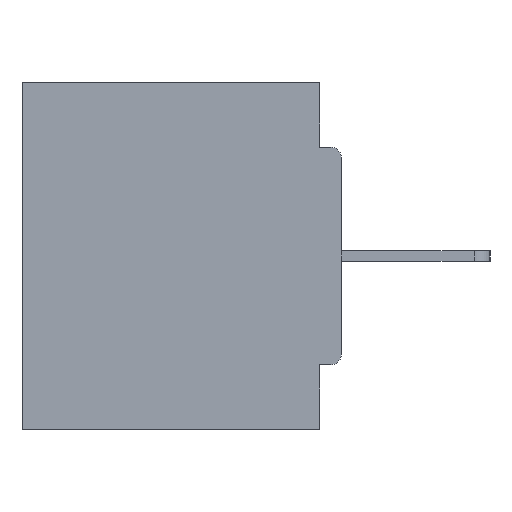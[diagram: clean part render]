
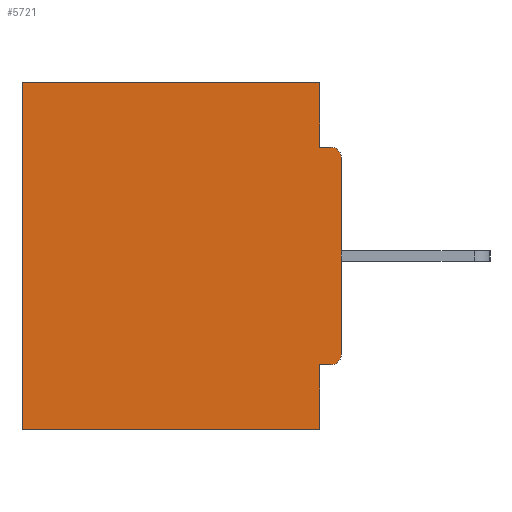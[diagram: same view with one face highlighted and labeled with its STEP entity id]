
A CAD part, left-side view. The second image highlights one B-rep face of the part: STEP entity #5721.
In plain terms, the highlighted planar face has unit normal (-1, 0, 0).
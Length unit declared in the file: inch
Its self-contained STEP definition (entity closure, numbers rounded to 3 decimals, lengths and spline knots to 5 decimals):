
#106 = CARTESIAN_POINT ( 'NONE',  ( 0.298, 0., -0.0935 ) ) ;
#111 = EDGE_CURVE ( 'NONE', #1399, #13561, #11007, .T. ) ;
#285 = VECTOR ( 'NONE', #7596, 39.37008 ) ;
#357 = VERTEX_POINT ( 'NONE', #5098 ) ;
#419 = CARTESIAN_POINT ( 'NONE',  ( 0.298, 0.031, -0.4065 ) ) ;
#1399 = VERTEX_POINT ( 'NONE', #11500 ) ;
#2249 = LINE ( 'NONE', #106, #23077 ) ;
#2348 = EDGE_CURVE ( 'NONE', #26617, #29918, #5065, .T. ) ;
#2470 = LINE ( 'NONE', #11712, #16904 ) ;
#2864 = VECTOR ( 'NONE', #19149, 39.37008 ) ;
#3367 = DIRECTION ( 'NONE',  ( 1., 0., 0. ) ) ;
#3530 = LINE ( 'NONE', #12757, #10550 ) ;
#4308 = AXIS2_PLACEMENT_3D ( 'NONE', #7200, #4643, #25698 ) ;
#4643 = DIRECTION ( 'NONE',  ( -1., 0., 0. ) ) ;
#5065 = LINE ( 'NONE', #14304, #2864 ) ;
#5098 = CARTESIAN_POINT ( 'NONE',  ( 0.298, 0.031, 0. ) ) ;
#5207 = EDGE_CURVE ( 'NONE', #29918, #1399, #12037, .T. ) ;
#5339 = DIRECTION ( 'NONE',  ( 0., 0., -1. ) ) ;
#5721 = ADVANCED_FACE ( 'NONE', ( #9858 ), #10151, .F. ) ;
#5895 = ORIENTED_EDGE ( 'NONE', *, *, #5207, .F. ) ;
#5928 = VECTOR ( 'NONE', #14497, 39.37008 ) ;
#6676 = EDGE_CURVE ( 'NONE', #357, #22598, #9785, .T. ) ;
#6717 = CARTESIAN_POINT ( 'NONE',  ( 0.298, 0.46, -0.5 ) ) ;
#6954 = VERTEX_POINT ( 'NONE', #23111 ) ;
#7007 = CARTESIAN_POINT ( 'NONE',  ( 0.298, 0., 0. ) ) ;
#7200 = CARTESIAN_POINT ( 'NONE',  ( 0.298, 0.015, -0.3915 ) ) ;
#7596 = DIRECTION ( 'NONE',  ( 0., 0., -1. ) ) ;
#8602 = ORIENTED_EDGE ( 'NONE', *, *, #19986, .F. ) ;
#8634 = CIRCLE ( 'NONE', #4308, 0.015 ) ;
#8707 = DIRECTION ( 'NONE',  ( 0., 0., -1. ) ) ;
#9121 = CARTESIAN_POINT ( 'NONE',  ( 0.298, 0., -0.3915 ) ) ;
#9785 = LINE ( 'NONE', #16630, #5928 ) ;
#9858 = FACE_OUTER_BOUND ( 'NONE', #27458, .T. ) ;
#10151 = PLANE ( 'NONE',  #22082 ) ;
#10550 = VECTOR ( 'NONE', #5339, 39.37008 ) ;
#10708 = CARTESIAN_POINT ( 'NONE',  ( 0.298, 0., -0.5 ) ) ;
#11007 = LINE ( 'NONE', #10708, #22647 ) ;
#11500 = CARTESIAN_POINT ( 'NONE',  ( 0.298, 0.031, -0.5 ) ) ;
#11712 = CARTESIAN_POINT ( 'NONE',  ( 0.298, 0.031, -0.5 ) ) ;
#12037 = LINE ( 'NONE', #14166, #19213 ) ;
#12757 = CARTESIAN_POINT ( 'NONE',  ( 0.298, 0.46, 0. ) ) ;
#13561 = VERTEX_POINT ( 'NONE', #6717 ) ;
#14008 = DIRECTION ( 'NONE',  ( 0., 0., -1. ) ) ;
#14166 = CARTESIAN_POINT ( 'NONE',  ( 0.298, 0.031, -0.5 ) ) ;
#14304 = CARTESIAN_POINT ( 'NONE',  ( 0.298, 0., -0.4065 ) ) ;
#14423 = CARTESIAN_POINT ( 'NONE',  ( 0.298, 0., 0. ) ) ;
#14428 = ORIENTED_EDGE ( 'NONE', *, *, #25183, .T. ) ;
#14497 = DIRECTION ( 'NONE',  ( 0., 1., 0. ) ) ;
#15547 = ORIENTED_EDGE ( 'NONE', *, *, #25746, .F. ) ;
#15846 = AXIS2_PLACEMENT_3D ( 'NONE', #22956, #29516, #8707 ) ;
#16531 = ORIENTED_EDGE ( 'NONE', *, *, #111, .F. ) ;
#16630 = CARTESIAN_POINT ( 'NONE',  ( 0.298, 0., 0. ) ) ;
#16829 = CIRCLE ( 'NONE', #15846, 0.015 ) ;
#16904 = VECTOR ( 'NONE', #27810, 39.37008 ) ;
#17384 = ORIENTED_EDGE ( 'NONE', *, *, #6676, .T. ) ;
#17532 = VERTEX_POINT ( 'NONE', #18724 ) ;
#17857 = EDGE_CURVE ( 'NONE', #27639, #23744, #26106, .T. ) ;
#18724 = CARTESIAN_POINT ( 'NONE',  ( 0.298, 0.015, -0.0935 ) ) ;
#19149 = DIRECTION ( 'NONE',  ( 0., 1., 0. ) ) ;
#19213 = VECTOR ( 'NONE', #14008, 39.37008 ) ;
#19797 = ORIENTED_EDGE ( 'NONE', *, *, #2348, .F. ) ;
#19986 = EDGE_CURVE ( 'NONE', #6954, #17532, #2249, .T. ) ;
#20402 = DIRECTION ( 'NONE',  ( 0., 1., 0. ) ) ;
#20821 = ORIENTED_EDGE ( 'NONE', *, *, #22903, .T. ) ;
#21523 = DIRECTION ( 'NONE',  ( 0., 0., -1. ) ) ;
#22082 = AXIS2_PLACEMENT_3D ( 'NONE', #14423, #3367, #21523 ) ;
#22227 = EDGE_CURVE ( 'NONE', #27639, #17532, #16829, .T. ) ;
#22598 = VERTEX_POINT ( 'NONE', #25354 ) ;
#22647 = VECTOR ( 'NONE', #20402, 39.37008 ) ;
#22903 = EDGE_CURVE ( 'NONE', #22598, #13561, #3530, .T. ) ;
#22956 = CARTESIAN_POINT ( 'NONE',  ( 0.298, 0.015, -0.1085 ) ) ;
#23007 = DIRECTION ( 'NONE',  ( 0., -1., 0. ) ) ;
#23077 = VECTOR ( 'NONE', #23007, 39.37008 ) ;
#23111 = CARTESIAN_POINT ( 'NONE',  ( 0.298, 0.031, -0.0935 ) ) ;
#23744 = VERTEX_POINT ( 'NONE', #9121 ) ;
#24718 = ORIENTED_EDGE ( 'NONE', *, *, #22227, .T. ) ;
#25183 = EDGE_CURVE ( 'NONE', #26617, #23744, #8634, .T. ) ;
#25354 = CARTESIAN_POINT ( 'NONE',  ( 0.298, 0.46, 0. ) ) ;
#25698 = DIRECTION ( 'NONE',  ( 0., 0., -1. ) ) ;
#25746 = EDGE_CURVE ( 'NONE', #357, #6954, #2470, .T. ) ;
#26106 = LINE ( 'NONE', #7007, #285 ) ;
#26542 = CARTESIAN_POINT ( 'NONE',  ( 0.298, 0., -0.1085 ) ) ;
#26617 = VERTEX_POINT ( 'NONE', #28143 ) ;
#27458 = EDGE_LOOP ( 'NONE', ( #24718, #8602, #15547, #17384, #20821, #16531, #5895, #19797, #14428, #29964 ) ) ;
#27639 = VERTEX_POINT ( 'NONE', #26542 ) ;
#27810 = DIRECTION ( 'NONE',  ( 0., 0., -1. ) ) ;
#28143 = CARTESIAN_POINT ( 'NONE',  ( 0.298, 0.015, -0.4065 ) ) ;
#29516 = DIRECTION ( 'NONE',  ( -1., 0., 0. ) ) ;
#29918 = VERTEX_POINT ( 'NONE', #419 ) ;
#29964 = ORIENTED_EDGE ( 'NONE', *, *, #17857, .F. ) ;
